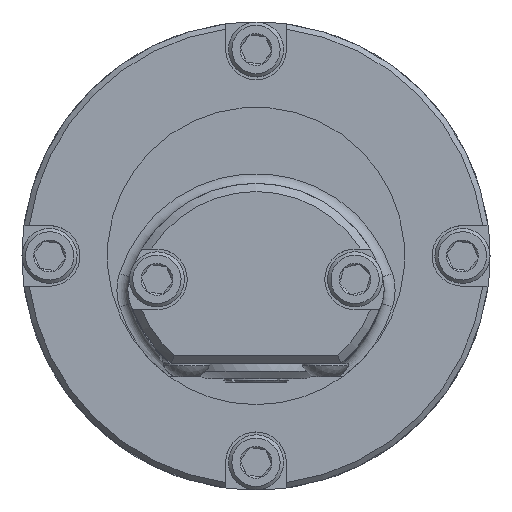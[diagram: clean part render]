
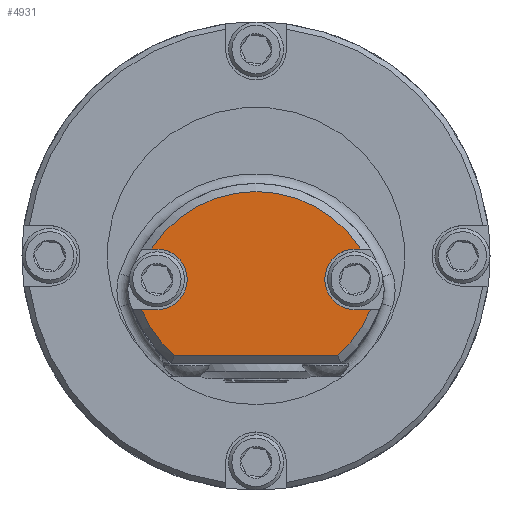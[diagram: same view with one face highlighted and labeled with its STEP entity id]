
A CAD part, top view. The second image highlights one B-rep face of the part: STEP entity #4931.
In plain terms, the highlighted planar face has unit normal (0, 0, 1).
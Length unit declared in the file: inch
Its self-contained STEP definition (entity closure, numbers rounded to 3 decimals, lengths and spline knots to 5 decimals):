
#29 = AXIS2_PLACEMENT_3D ( 'NONE', #3727, #5296, #3631 ) ;
#42 = CARTESIAN_POINT ( 'NONE',  ( -0.59336, 0.031, 5. ) ) ;
#93 = DIRECTION ( 'NONE',  ( 1., 0., 0. ) ) ;
#202 = CIRCLE ( 'NONE', #5521, 0.703 ) ;
#228 = PLANE ( 'NONE',  #29 ) ;
#342 = AXIS2_PLACEMENT_3D ( 'NONE', #2689, #4061, #6120 ) ;
#390 = CARTESIAN_POINT ( 'NONE',  ( 0.46414, -0.573, 5. ) ) ;
#527 = CARTESIAN_POINT ( 'NONE',  ( 0.562, 0.031, 5. ) ) ;
#548 = ORIENTED_EDGE ( 'NONE', *, *, #1722, .T. ) ;
#593 = EDGE_CURVE ( 'NONE', #1525, #4633, #5058, .T. ) ;
#652 = VERTEX_POINT ( 'NONE', #5084 ) ;
#665 = CARTESIAN_POINT ( 'NONE',  ( -0.562, -0.313, 5. ) ) ;
#689 = EDGE_CURVE ( 'NONE', #1525, #7883, #7181, .T. ) ;
#776 = CARTESIAN_POINT ( 'NONE',  ( 0.562, -0.313, 5. ) ) ;
#819 = DIRECTION ( 'NONE',  ( -1., 0., 0. ) ) ;
#920 = ORIENTED_EDGE ( 'NONE', *, *, #689, .T. ) ;
#935 = DIRECTION ( 'NONE',  ( 1., 0., 0. ) ) ;
#1191 = LINE ( 'NONE', #7874, #7140 ) ;
#1382 = ORIENTED_EDGE ( 'NONE', *, *, #2501, .F. ) ;
#1500 = DIRECTION ( 'NONE',  ( 0., 0., 1. ) ) ;
#1525 = VERTEX_POINT ( 'NONE', #7054 ) ;
#1545 = DIRECTION ( 'NONE',  ( 1., 0., 0. ) ) ;
#1702 = DIRECTION ( 'NONE',  ( 0., 0., 1. ) ) ;
#1722 = EDGE_CURVE ( 'NONE', #1794, #6252, #202, .T. ) ;
#1794 = VERTEX_POINT ( 'NONE', #390 ) ;
#1976 = AXIS2_PLACEMENT_3D ( 'NONE', #3948, #2950, #935 ) ;
#2062 = EDGE_CURVE ( 'NONE', #7883, #1794, #3904, .T. ) ;
#2359 = AXIS2_PLACEMENT_3D ( 'NONE', #5623, #2897, #3383 ) ;
#2375 = VECTOR ( 'NONE', #5310, 39.37008 ) ;
#2377 = AXIS2_PLACEMENT_3D ( 'NONE', #4338, #1702, #4864 ) ;
#2501 = EDGE_CURVE ( 'NONE', #652, #5971, #3914, .T. ) ;
#2689 = CARTESIAN_POINT ( 'NONE',  ( 0.562, -0.141, 5. ) ) ;
#2897 = DIRECTION ( 'NONE',  ( 0., 0., 1. ) ) ;
#2950 = DIRECTION ( 'NONE',  ( 0., 0., 1. ) ) ;
#3383 = DIRECTION ( 'NONE',  ( 1., 0., 0. ) ) ;
#3384 = ORIENTED_EDGE ( 'NONE', *, *, #3628, .F. ) ;
#3404 = ORIENTED_EDGE ( 'NONE', *, *, #593, .F. ) ;
#3471 = EDGE_CURVE ( 'NONE', #5971, #6252, #1191, .T. ) ;
#3481 = CARTESIAN_POINT ( 'NONE',  ( -0.46414, -0.573, 5. ) ) ;
#3628 = EDGE_CURVE ( 'NONE', #3855, #652, #8023, .T. ) ;
#3631 = DIRECTION ( 'NONE',  ( 1., 0., 0. ) ) ;
#3727 = CARTESIAN_POINT ( 'NONE',  ( 0., -0.045, 5. ) ) ;
#3771 = VECTOR ( 'NONE', #819, 39.37008 ) ;
#3855 = VERTEX_POINT ( 'NONE', #5221 ) ;
#3904 = LINE ( 'NONE', #5263, #5668 ) ;
#3914 = CIRCLE ( 'NONE', #342, 0.172 ) ;
#3919 = VECTOR ( 'NONE', #6140, 39.37008 ) ;
#3931 = LINE ( 'NONE', #4916, #3919 ) ;
#3948 = CARTESIAN_POINT ( 'NONE',  ( -0.562, -0.141, 5. ) ) ;
#3976 = FACE_OUTER_BOUND ( 'NONE', #7001, .T. ) ;
#4061 = DIRECTION ( 'NONE',  ( 0., 0., 1. ) ) ;
#4099 = DIRECTION ( 'NONE',  ( 1., 0., 0. ) ) ;
#4108 = ORIENTED_EDGE ( 'NONE', *, *, #2062, .T. ) ;
#4123 = ORIENTED_EDGE ( 'NONE', *, *, #4589, .F. ) ;
#4214 = CARTESIAN_POINT ( 'NONE',  ( 0.64991, -0.313, 5. ) ) ;
#4338 = CARTESIAN_POINT ( 'NONE',  ( 0., -0.346, 5. ) ) ;
#4407 = ORIENTED_EDGE ( 'NONE', *, *, #5752, .F. ) ;
#4589 = EDGE_CURVE ( 'NONE', #4633, #5528, #7827, .T. ) ;
#4600 = EDGE_CURVE ( 'NONE', #3855, #7590, #7638, .T. ) ;
#4633 = VERTEX_POINT ( 'NONE', #665 ) ;
#4864 = DIRECTION ( 'NONE',  ( 1., 0., 0. ) ) ;
#4916 = CARTESIAN_POINT ( 'NONE',  ( -0.562, 0.031, 5. ) ) ;
#4931 = ADVANCED_FACE ( 'NONE', ( #3976 ), #228, .T. ) ;
#5058 = LINE ( 'NONE', #7336, #2375 ) ;
#5084 = CARTESIAN_POINT ( 'NONE',  ( 0.562, 0.031, 5. ) ) ;
#5221 = CARTESIAN_POINT ( 'NONE',  ( 0.59336, 0.031, 5. ) ) ;
#5263 = CARTESIAN_POINT ( 'NONE',  ( 0.48153, -0.573, 5. ) ) ;
#5287 = CARTESIAN_POINT ( 'NONE',  ( -0.562, 0.031, 5. ) ) ;
#5296 = DIRECTION ( 'NONE',  ( 0., 0., 1. ) ) ;
#5310 = DIRECTION ( 'NONE',  ( 1., 0., 0. ) ) ;
#5521 = AXIS2_PLACEMENT_3D ( 'NONE', #7659, #1500, #4099 ) ;
#5528 = VERTEX_POINT ( 'NONE', #5287 ) ;
#5623 = CARTESIAN_POINT ( 'NONE',  ( 0., -0.045, 5. ) ) ;
#5668 = VECTOR ( 'NONE', #93, 39.37008 ) ;
#5752 = EDGE_CURVE ( 'NONE', #5528, #7590, #3931, .T. ) ;
#5971 = VERTEX_POINT ( 'NONE', #776 ) ;
#6120 = DIRECTION ( 'NONE',  ( 1., 0., 0. ) ) ;
#6140 = DIRECTION ( 'NONE',  ( -1., 0., 0. ) ) ;
#6252 = VERTEX_POINT ( 'NONE', #4214 ) ;
#7001 = EDGE_LOOP ( 'NONE', ( #3404, #920, #4108, #548, #7672, #1382, #3384, #7184, #4407, #4123 ) ) ;
#7054 = CARTESIAN_POINT ( 'NONE',  ( -0.64991, -0.313, 5. ) ) ;
#7140 = VECTOR ( 'NONE', #1545, 39.37008 ) ;
#7181 = CIRCLE ( 'NONE', #2359, 0.703 ) ;
#7184 = ORIENTED_EDGE ( 'NONE', *, *, #4600, .T. ) ;
#7336 = CARTESIAN_POINT ( 'NONE',  ( -0.562, -0.313, 5. ) ) ;
#7590 = VERTEX_POINT ( 'NONE', #42 ) ;
#7638 = CIRCLE ( 'NONE', #2377, 0.703 ) ;
#7659 = CARTESIAN_POINT ( 'NONE',  ( 0., -0.045, 5. ) ) ;
#7672 = ORIENTED_EDGE ( 'NONE', *, *, #3471, .F. ) ;
#7827 = CIRCLE ( 'NONE', #1976, 0.172 ) ;
#7874 = CARTESIAN_POINT ( 'NONE',  ( 0.562, -0.313, 5. ) ) ;
#7883 = VERTEX_POINT ( 'NONE', #3481 ) ;
#8023 = LINE ( 'NONE', #527, #3771 ) ;
